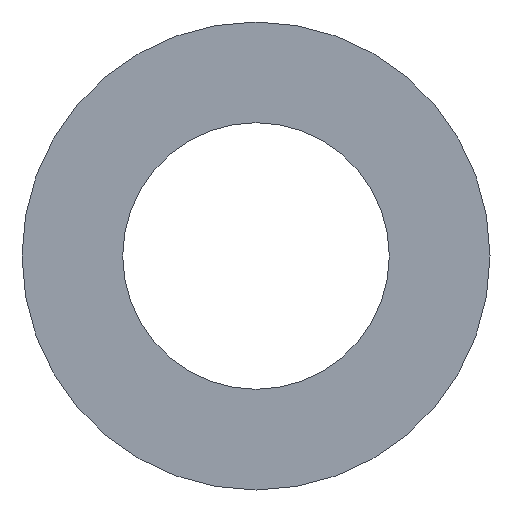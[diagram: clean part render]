
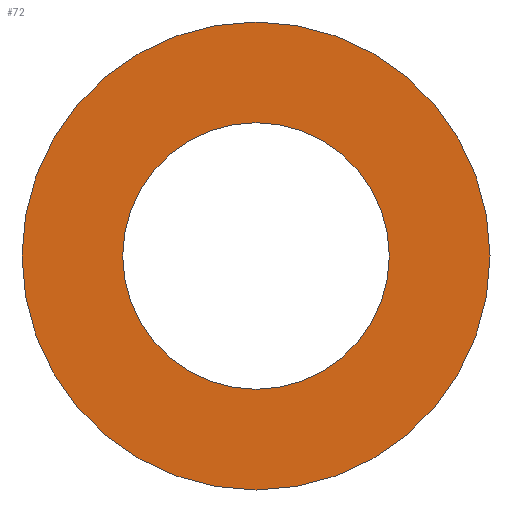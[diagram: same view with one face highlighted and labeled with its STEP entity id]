
A CAD part, left-side view. The second image highlights one B-rep face of the part: STEP entity #72.
In plain terms, the highlighted planar face has unit normal (-1, 0, 0).
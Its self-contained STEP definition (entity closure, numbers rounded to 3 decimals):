
#72 = ADVANCED_FACE( '', ( #184, #185 ), #186, .T. );
#76 = EDGE_CURVE( '', #106, #84, #190, .T. );
#80 = EDGE_CURVE( '', #100, #160, #194, .T. );
#84 = VERTEX_POINT( '', #198 );
#100 = VERTEX_POINT( '', #216 );
#106 = VERTEX_POINT( '', #224 );
#128 = EDGE_CURVE( '', #160, #100, #249, .T. );
#136 = EDGE_CURVE( '', #84, #106, #259, .T. );
#160 = VERTEX_POINT( '', #285 );
#184 = FACE_BOUND( '', #300, .T. );
#185 = FACE_OUTER_BOUND( '', #301, .T. );
#186 = PLANE( '', #302 );
#190 = CIRCLE( '', #309, 79. );
#194 = CIRCLE( '', #315, 45. );
#198 = CARTESIAN_POINT( '', ( -80., 79., 0. ) );
#216 = CARTESIAN_POINT( '', ( -80., -45., 0. ) );
#224 = CARTESIAN_POINT( '', ( -80., -79., 0. ) );
#249 = CIRCLE( '', #384, 45. );
#259 = CIRCLE( '', #397, 79. );
#285 = CARTESIAN_POINT( '', ( -80., 45., 0. ) );
#300 = EDGE_LOOP( '', ( #440, #441 ) );
#301 = EDGE_LOOP( '', ( #442, #443 ) );
#302 = AXIS2_PLACEMENT_3D( '', #444, #445, #446 );
#309 = AXIS2_PLACEMENT_3D( '', #448, #449, #450 );
#315 = AXIS2_PLACEMENT_3D( '', #454, #455, #456 );
#384 = AXIS2_PLACEMENT_3D( '', #537, #538, #539 );
#397 = AXIS2_PLACEMENT_3D( '', #549, #550, #551 );
#440 = ORIENTED_EDGE( '', *, *, #128, .F. );
#441 = ORIENTED_EDGE( '', *, *, #80, .F. );
#442 = ORIENTED_EDGE( '', *, *, #136, .T. );
#443 = ORIENTED_EDGE( '', *, *, #76, .T. );
#444 = CARTESIAN_POINT( '', ( -80., 62., 0. ) );
#445 = DIRECTION( '', ( -1., 0., 0. ) );
#446 = DIRECTION( '', ( 0., 1., 0. ) );
#448 = CARTESIAN_POINT( '', ( -80., 0., 0. ) );
#449 = DIRECTION( '', ( -1., 0., 0. ) );
#450 = DIRECTION( '', ( 0., 1., 0. ) );
#454 = CARTESIAN_POINT( '', ( -80., 0., 0. ) );
#455 = DIRECTION( '', ( -1., 0., 0. ) );
#456 = DIRECTION( '', ( 0., 1., 0. ) );
#537 = CARTESIAN_POINT( '', ( -80., 0., 0. ) );
#538 = DIRECTION( '', ( -1., 0., 0. ) );
#539 = DIRECTION( '', ( 0., 1., 0. ) );
#549 = CARTESIAN_POINT( '', ( -80., 0., 0. ) );
#550 = DIRECTION( '', ( -1., 0., 0. ) );
#551 = DIRECTION( '', ( 0., 1., 0. ) );
